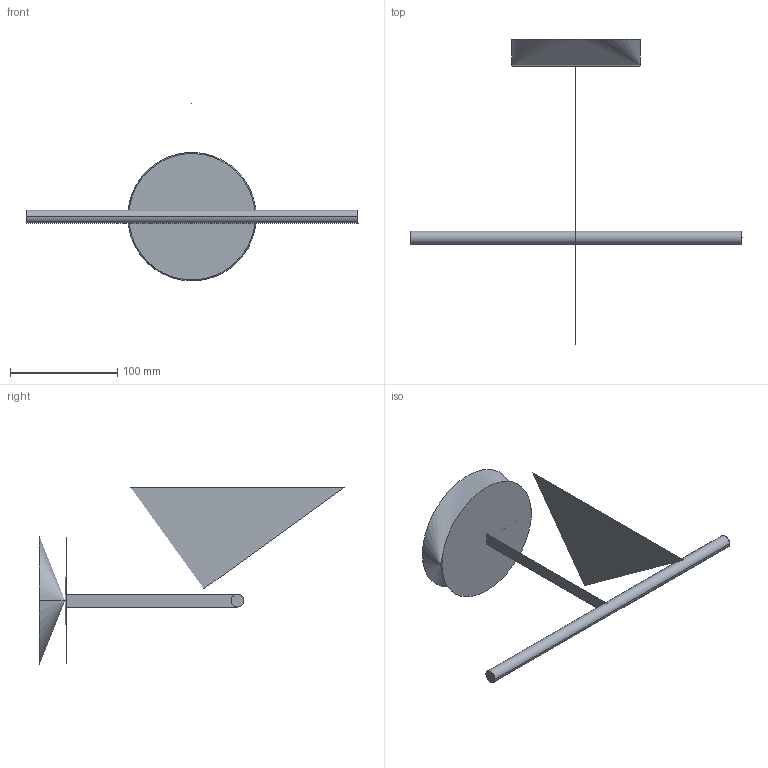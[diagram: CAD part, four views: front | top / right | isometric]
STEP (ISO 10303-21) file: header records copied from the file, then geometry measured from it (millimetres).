
FILE_DESCRIPTION(/* description */ (''),/* implementation_level */ '2;1');
FILE_NAME(/* name */ '1744.207_JUGEN',/* time_stamp */ '2023-01-18T18:20:58+01:00',/* author */ (''),/* organization */ (''),/* preprocessor_version */ 'ST-DEVELOPER v16.5',/* originating_system */ 'Rhino 7.15',/* authorisation */ '');
FILE_SCHEMA (('CONFIG_CONTROL_DESIGN'));
Length unit declared in the file: millimetre
Products named in the file (1): Document
Bounding box: 310 x 285 x 165.89 mm (x, y, z)
Volume: 317952 mm3; surface area: 175505.9 mm2
Topology: 2 solids, 5 shells, 15 faces, 37 edges, 27 vertices
Faces by surface type: cylinder 6, bspline 5, plane 4
Entity records: 695 total; most frequent: CARTESIAN_POINT 405, ORIENTED_EDGE 46, EDGE_CURVE 26, DIRECTION 19, VERTEX_POINT 18, EDGE_LOOP 16, ADVANCED_FACE 15, FACE_OUTER_BOUND 15
